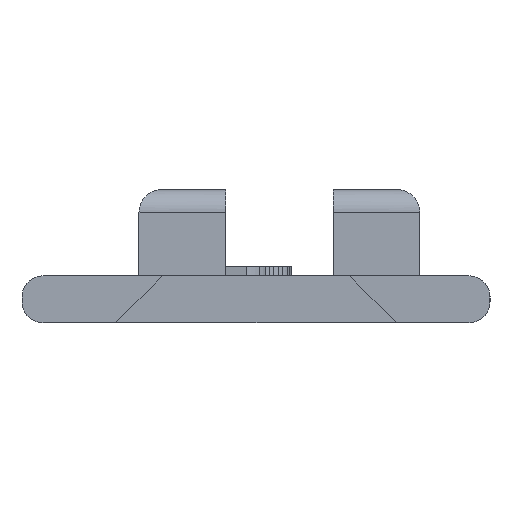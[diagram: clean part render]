
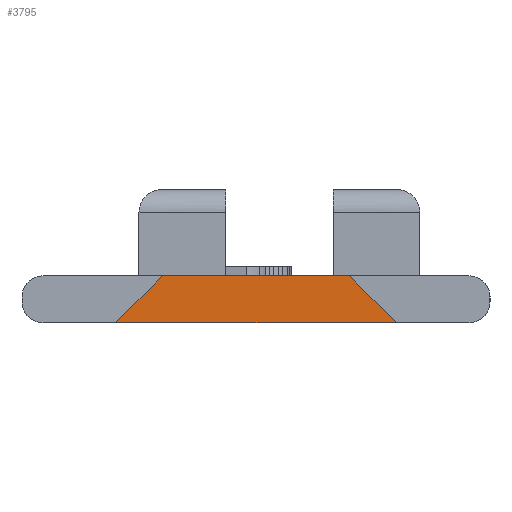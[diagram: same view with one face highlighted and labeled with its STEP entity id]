
A CAD part, left-side view. The second image highlights one B-rep face of the part: STEP entity #3795.
In plain terms, the highlighted planar face has unit normal (-1, 0, 0).
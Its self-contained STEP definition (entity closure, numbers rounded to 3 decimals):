
#101 = PLANE('',#102);
#102 = AXIS2_PLACEMENT_3D('',#103,#104,#105);
#103 = CARTESIAN_POINT('',(0.,125.,-1.));
#104 = DIRECTION('',(0.,0.,1.));
#105 = DIRECTION('',(1.,0.,0.));
#129 = PLANE('',#130);
#130 = AXIS2_PLACEMENT_3D('',#131,#132,#133);
#131 = CARTESIAN_POINT('',(-2.,129.,-1.));
#132 = DIRECTION('',(-0.,0.707,-0.707));
#133 = DIRECTION('',(0.,-0.707,-0.707));
#157 = PLANE('',#158);
#158 = AXIS2_PLACEMENT_3D('',#159,#160,#161);
#159 = CARTESIAN_POINT('',(0.,125.,1.));
#160 = DIRECTION('',(0.,0.,1.));
#161 = DIRECTION('',(1.,0.,0.));
#527 = VERTEX_POINT('',#528);
#528 = CARTESIAN_POINT('',(-2.,139.,1.));
#542 = PLANE('',#543);
#543 = AXIS2_PLACEMENT_3D('',#544,#545,#546);
#544 = CARTESIAN_POINT('',(-2.,139.,1.));
#545 = DIRECTION('',(0.,-0.707,-0.707));
#546 = DIRECTION('',(0.,-0.707,0.707));
#554 = EDGE_CURVE('',#555,#527,#557,.T.);
#555 = VERTEX_POINT('',#556);
#556 = CARTESIAN_POINT('',(-2.,131.,1.));
#557 = SURFACE_CURVE('',#558,(#562,#569),.PCURVE_S1.);
#558 = LINE('',#559,#560);
#559 = CARTESIAN_POINT('',(-2.,131.,1.));
#560 = VECTOR('',#561,1.);
#561 = DIRECTION('',(-0.,1.,-0.));
#562 = PCURVE('',#157,#563);
#563 = DEFINITIONAL_REPRESENTATION('',(#564),#568);
#564 = LINE('',#565,#566);
#565 = CARTESIAN_POINT('',(-2.,6.));
#566 = VECTOR('',#567,1.);
#567 = DIRECTION('',(0.,1.));
#568 = ( GEOMETRIC_REPRESENTATION_CONTEXT(2) 
PARAMETRIC_REPRESENTATION_CONTEXT() REPRESENTATION_CONTEXT('2D SPACE',''
  ) );
#569 = PCURVE('',#570,#575);
#570 = PLANE('',#571);
#571 = AXIS2_PLACEMENT_3D('',#572,#573,#574);
#572 = CARTESIAN_POINT('',(-2.,135.,-0.156));
#573 = DIRECTION('',(1.,-0.,-0.));
#574 = DIRECTION('',(0.,0.,1.));
#575 = DEFINITIONAL_REPRESENTATION('',(#576),#580);
#576 = LINE('',#577,#578);
#577 = CARTESIAN_POINT('',(1.156,4.));
#578 = VECTOR('',#579,1.);
#579 = DIRECTION('',(-0.,-1.));
#580 = ( GEOMETRIC_REPRESENTATION_CONTEXT(2) 
PARAMETRIC_REPRESENTATION_CONTEXT() REPRESENTATION_CONTEXT('2D SPACE',''
  ) );
#3430 = VERTEX_POINT('',#3431);
#3431 = CARTESIAN_POINT('',(-2.,129.,-1.));
#3454 = EDGE_CURVE('',#3430,#555,#3455,.T.);
#3455 = SURFACE_CURVE('',#3456,(#3460,#3467),.PCURVE_S1.);
#3456 = LINE('',#3457,#3458);
#3457 = CARTESIAN_POINT('',(-2.,129.,-1.));
#3458 = VECTOR('',#3459,1.);
#3459 = DIRECTION('',(-0.,0.707,0.707));
#3460 = PCURVE('',#129,#3461);
#3461 = DEFINITIONAL_REPRESENTATION('',(#3462),#3466);
#3462 = LINE('',#3463,#3464);
#3463 = CARTESIAN_POINT('',(-0.,-0.));
#3464 = VECTOR('',#3465,1.);
#3465 = DIRECTION('',(-1.,-0.));
#3466 = ( GEOMETRIC_REPRESENTATION_CONTEXT(2) 
PARAMETRIC_REPRESENTATION_CONTEXT() REPRESENTATION_CONTEXT('2D SPACE',''
  ) );
#3467 = PCURVE('',#570,#3468);
#3468 = DEFINITIONAL_REPRESENTATION('',(#3469),#3473);
#3469 = LINE('',#3470,#3471);
#3470 = CARTESIAN_POINT('',(-0.844,6.));
#3471 = VECTOR('',#3472,1.);
#3472 = DIRECTION('',(0.707,-0.707));
#3473 = ( GEOMETRIC_REPRESENTATION_CONTEXT(2) 
PARAMETRIC_REPRESENTATION_CONTEXT() REPRESENTATION_CONTEXT('2D SPACE',''
  ) );
#3669 = VERTEX_POINT('',#3670);
#3670 = CARTESIAN_POINT('',(-2.,141.,-1.));
#3691 = EDGE_CURVE('',#3669,#3430,#3692,.T.);
#3692 = SURFACE_CURVE('',#3693,(#3697,#3704),.PCURVE_S1.);
#3693 = LINE('',#3694,#3695);
#3694 = CARTESIAN_POINT('',(-2.,141.,-1.));
#3695 = VECTOR('',#3696,1.);
#3696 = DIRECTION('',(-0.,-1.,-0.));
#3697 = PCURVE('',#101,#3698);
#3698 = DEFINITIONAL_REPRESENTATION('',(#3699),#3703);
#3699 = LINE('',#3700,#3701);
#3700 = CARTESIAN_POINT('',(-2.,16.));
#3701 = VECTOR('',#3702,1.);
#3702 = DIRECTION('',(0.,-1.));
#3703 = ( GEOMETRIC_REPRESENTATION_CONTEXT(2) 
PARAMETRIC_REPRESENTATION_CONTEXT() REPRESENTATION_CONTEXT('2D SPACE',''
  ) );
#3704 = PCURVE('',#570,#3705);
#3705 = DEFINITIONAL_REPRESENTATION('',(#3706),#3710);
#3706 = LINE('',#3707,#3708);
#3707 = CARTESIAN_POINT('',(-0.844,-6.));
#3708 = VECTOR('',#3709,1.);
#3709 = DIRECTION('',(-0.,1.));
#3710 = ( GEOMETRIC_REPRESENTATION_CONTEXT(2) 
PARAMETRIC_REPRESENTATION_CONTEXT() REPRESENTATION_CONTEXT('2D SPACE',''
  ) );
#3795 = ADVANCED_FACE('',(#3796),#570,.F.);
#3796 = FACE_BOUND('',#3797,.T.);
#3797 = EDGE_LOOP('',(#3798,#3799,#3800,#3821));
#3798 = ORIENTED_EDGE('',*,*,#3454,.T.);
#3799 = ORIENTED_EDGE('',*,*,#554,.T.);
#3800 = ORIENTED_EDGE('',*,*,#3801,.T.);
#3801 = EDGE_CURVE('',#527,#3669,#3802,.T.);
#3802 = SURFACE_CURVE('',#3803,(#3807,#3814),.PCURVE_S1.);
#3803 = LINE('',#3804,#3805);
#3804 = CARTESIAN_POINT('',(-2.,139.,1.));
#3805 = VECTOR('',#3806,1.);
#3806 = DIRECTION('',(-0.,0.707,-0.707));
#3807 = PCURVE('',#570,#3808);
#3808 = DEFINITIONAL_REPRESENTATION('',(#3809),#3813);
#3809 = LINE('',#3810,#3811);
#3810 = CARTESIAN_POINT('',(1.156,-4.));
#3811 = VECTOR('',#3812,1.);
#3812 = DIRECTION('',(-0.707,-0.707));
#3813 = ( GEOMETRIC_REPRESENTATION_CONTEXT(2) 
PARAMETRIC_REPRESENTATION_CONTEXT() REPRESENTATION_CONTEXT('2D SPACE',''
  ) );
#3814 = PCURVE('',#542,#3815);
#3815 = DEFINITIONAL_REPRESENTATION('',(#3816),#3820);
#3816 = LINE('',#3817,#3818);
#3817 = CARTESIAN_POINT('',(-0.,-0.));
#3818 = VECTOR('',#3819,1.);
#3819 = DIRECTION('',(-1.,0.));
#3820 = ( GEOMETRIC_REPRESENTATION_CONTEXT(2) 
PARAMETRIC_REPRESENTATION_CONTEXT() REPRESENTATION_CONTEXT('2D SPACE',''
  ) );
#3821 = ORIENTED_EDGE('',*,*,#3691,.T.);
